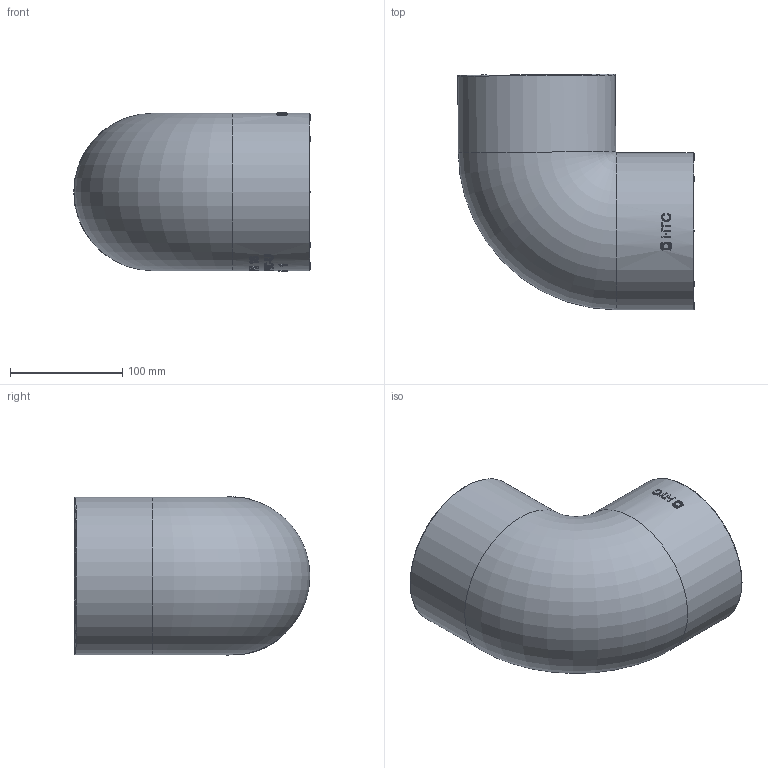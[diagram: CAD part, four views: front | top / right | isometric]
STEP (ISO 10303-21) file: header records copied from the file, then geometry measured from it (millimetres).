
FILE_DESCRIPTION(/* description */ (''),/* implementation_level */ '2;1');
FILE_NAME(/* name */ '125弯头90°.stp',/* time_stamp */ '2025-09-06T16:16:25+08:00',/* author */ (''),/* organization */ (''),/* preprocessor_version */ 'ST-DEVELOPER v16.7',/* originating_system */ 'SIEMENS PLM Software NX 12.0',/* authorisation */ '');
FILE_SCHEMA (('AUTOMOTIVE_DESIGN { 1 0 10303 214 3 1 1 1 }'));
Length unit declared in the file: millimetre
Products named in the file (1): Admi3FE060005dd1
Bounding box: 211.01 x 210.52 x 141.25 mm (x, y, z)
Volume: 860939.9 mm3; surface area: 214687 mm2
Topology: 1 solids, 1 shells, 498 faces, 1381 edges, 866 vertices
Faces by surface type: plane 207, extrusion 183, cylinder 68, sphere 32, torus 6, cone 2
Full cylindrical faces by diameter (mm): 4.98 x1, 6.641 x1, 140.5 x2
Entity records: 19787 total; most frequent: CARTESIAN_POINT 7872, ORIENTED_EDGE 2606, DIRECTION 2099, EDGE_CURVE 1303, VERTEX_POINT 863, VECTOR 729, AXIS2_PLACEMENT_3D 685, B_SPLINE_CURVE_WITH_KNOTS 571
